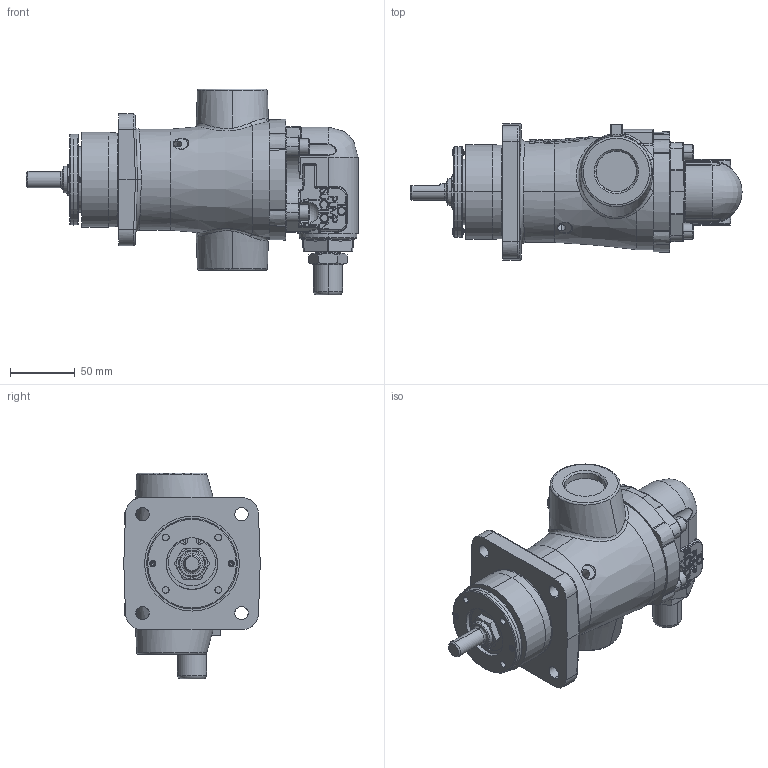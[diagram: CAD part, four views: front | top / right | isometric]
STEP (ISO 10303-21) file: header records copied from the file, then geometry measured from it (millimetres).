
FILE_DESCRIPTION (( 'STEP AP214' ), '1' );
FILE_NAME ('G495.STEP', '2017-02-20T17:01:14', ( '' ), ( '' ), 'SwSTEP 2.0', 'SolidWorks 2016', '' );
FILE_SCHEMA (( 'AUTOMOTIVE_DESIGN' ));
Length unit declared in the file: inch
Products named in the file (2): G495
Bounding box: 255.8 x 105.15 x 158.67 mm (x, y, z)
Volume: 1319342.1 mm3; surface area: 110917.2 mm2
Topology: 1 solids, 1 shells, 1313 faces, 3315 edges, 2084 vertices
Faces by surface type: plane 554, bspline 343, cylinder 220, cone 143, torus 38, sphere 15
Entity records: 70545 total; most frequent: CARTESIAN_POINT 34360, ORIENTED_EDGE 6590, DIRECTION 4877, EDGE_CURVE 3295, VERTEX_POINT 2084, LINE 1627, VECTOR 1627, AXIS2_PLACEMENT_3D 1625
